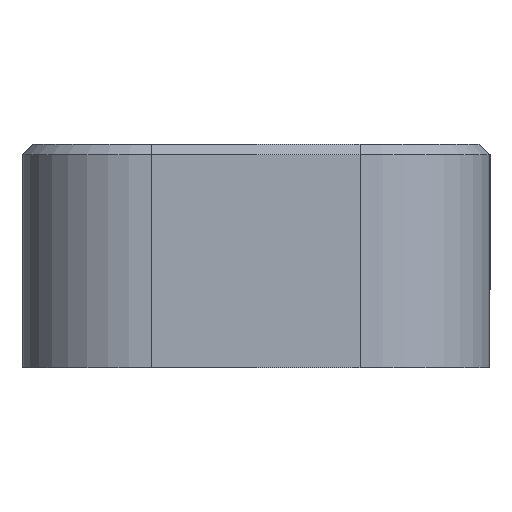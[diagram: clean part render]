
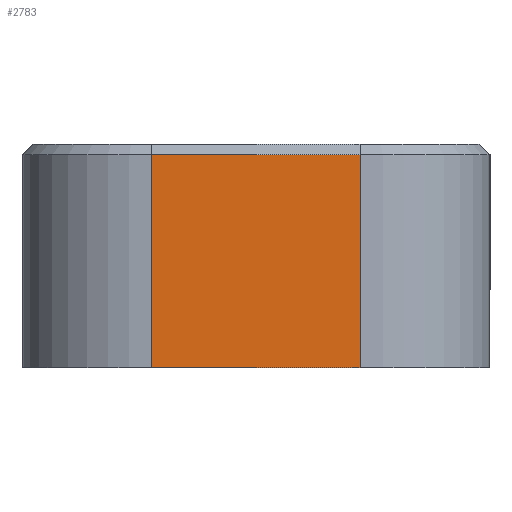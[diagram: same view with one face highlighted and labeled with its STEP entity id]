
A CAD part, left-side view. The second image highlights one B-rep face of the part: STEP entity #2783.
In plain terms, the highlighted planar face has unit normal (-1, 0, 0).
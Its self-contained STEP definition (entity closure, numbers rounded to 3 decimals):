
#121=PLANE('',#3015);
#366=FACE_OUTER_BOUND('',#531,.T.);
#531=EDGE_LOOP('',(#2126,#2127,#2128,#2129));
#721=LINE('',#4416,#979);
#736=LINE('',#4448,#994);
#737=LINE('',#4452,#995);
#738=LINE('',#4454,#996);
#979=VECTOR('',#3420,10.);
#994=VECTOR('',#3449,10.);
#995=VECTOR('',#3456,10.);
#996=VECTOR('',#3459,10.);
#1383=VERTEX_POINT('',#4413);
#1384=VERTEX_POINT('',#4415);
#1393=VERTEX_POINT('',#4442);
#1394=VERTEX_POINT('',#4446);
#1648=EDGE_CURVE('',#1384,#1383,#721,.T.);
#1665=EDGE_CURVE('',#1393,#1394,#736,.T.);
#1667=EDGE_CURVE('',#1394,#1383,#737,.T.);
#1668=EDGE_CURVE('',#1384,#1393,#738,.T.);
#2126=ORIENTED_EDGE('',*,*,#1665,.F.);
#2127=ORIENTED_EDGE('',*,*,#1668,.F.);
#2128=ORIENTED_EDGE('',*,*,#1648,.T.);
#2129=ORIENTED_EDGE('',*,*,#1667,.F.);
#2783=ADVANCED_FACE('',(#366),#121,.T.);
#3015=AXIS2_PLACEMENT_3D('',#4455,#3460,#3461);
#3420=DIRECTION('',(0.,-1.,0.));
#3449=DIRECTION('',(0.,-1.,0.));
#3456=DIRECTION('',(0.,0.,-1.));
#3459=DIRECTION('',(0.,0.,1.));
#3460=DIRECTION('center_axis',(-1.,0.,0.));
#3461=DIRECTION('ref_axis',(0.,-1.,0.));
#4413=CARTESIAN_POINT('',(-28.45,27.639,4.5));
#4415=CARTESIAN_POINT('',(-28.45,35.639,4.5));
#4416=CARTESIAN_POINT('',(-28.45,36.639,4.5));
#4442=CARTESIAN_POINT('',(-28.45,35.639,12.7));
#4446=CARTESIAN_POINT('',(-28.45,27.639,12.7));
#4448=CARTESIAN_POINT('',(-28.45,36.639,12.7));
#4452=CARTESIAN_POINT('',(-28.45,27.639,7.5));
#4454=CARTESIAN_POINT('',(-28.45,35.639,7.5));
#4455=CARTESIAN_POINT('Origin',(-28.45,41.639,7.5));
